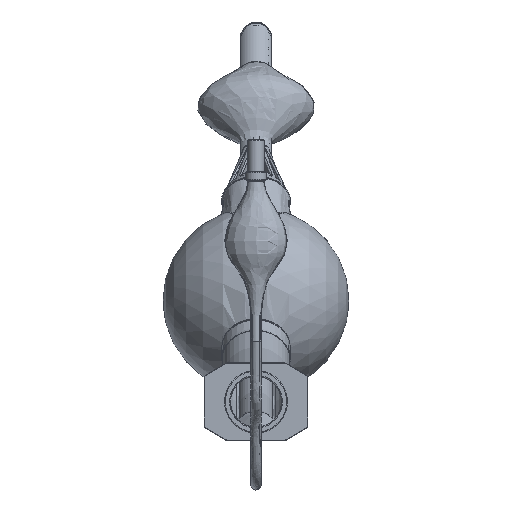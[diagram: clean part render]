
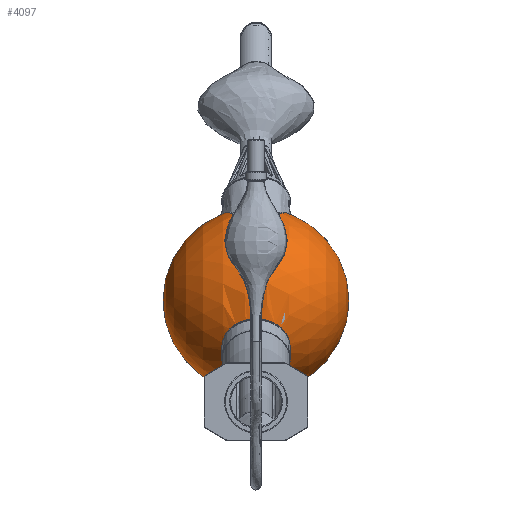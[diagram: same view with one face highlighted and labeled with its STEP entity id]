
A CAD part, front view. The second image highlights one B-rep face of the part: STEP entity #4097.
In plain terms, the highlighted spherical face has radius 22.6 mm.
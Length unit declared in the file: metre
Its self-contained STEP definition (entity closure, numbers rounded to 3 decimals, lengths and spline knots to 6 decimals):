
#13=SPHERICAL_SURFACE('',#4544,0.0226);
#747=B_SPLINE_CURVE_WITH_KNOTS('',3,(#13327,#13328,#13329,#13330,#13331,
#13332,#13333,#13334,#13335,#13336,#13337),.UNSPECIFIED.,.F.,.F.,(4,1,1,
1,1,1,1,1,4),(0.,0.003261,0.006522,0.009783,
0.013044,0.016305,0.019566,0.022827,
0.026088),.UNSPECIFIED.);
#748=B_SPLINE_CURVE_WITH_KNOTS('',3,(#13340,#13341,#13342,#13343),
 .UNSPECIFIED.,.F.,.F.,(4,4),(0.,0.00583),.UNSPECIFIED.);
#749=B_SPLINE_CURVE_WITH_KNOTS('',3,(#13345,#13346,#13347,#13348,#13349,
#13350,#13351),.UNSPECIFIED.,.F.,.F.,(4,1,1,1,4),(0.,0.003399,
0.006797,0.010196,0.013595),
 .UNSPECIFIED.);
#750=B_SPLINE_CURVE_WITH_KNOTS('',3,(#13353,#13354,#13355,#13356),
 .UNSPECIFIED.,.F.,.F.,(4,4),(0.,0.005837),.UNSPECIFIED.);
#751=B_SPLINE_CURVE_WITH_KNOTS('',3,(#13357,#13358,#13359,#13360,#13361,
#13362,#13363,#13364,#13365,#13366,#13367),.UNSPECIFIED.,.F.,.F.,(4,1,1,
1,1,1,1,1,4),(0.,0.003506,0.007011,0.010517,
0.014022,0.017528,0.021033,0.024539,
0.028044),.UNSPECIFIED.);
#752=B_SPLINE_CURVE_WITH_KNOTS('',3,(#13370,#13371,#13372,#13373),
 .UNSPECIFIED.,.F.,.F.,(4,4),(0.,0.004643),.UNSPECIFIED.);
#753=B_SPLINE_CURVE_WITH_KNOTS('',3,(#13375,#13376,#13377,#13378,#13379,
#13380,#13381,#13382,#13383,#13384,#13385,#13386,#13387),.UNSPECIFIED.,
 .F.,.F.,(4,1,1,1,1,1,1,1,1,1,4),(0.,0.003527,0.007054,
0.010581,0.014107,0.017634,0.021161,
0.022924,0.024688,0.026451,0.028215),
 .UNSPECIFIED.);
#754=B_SPLINE_CURVE_WITH_KNOTS('',3,(#13389,#13390,#13391,#13392,#13393,
#13394,#13395,#13396,#13397,#13398,#13399,#13400,#13401),.UNSPECIFIED.,
 .F.,.F.,(4,1,1,1,1,1,1,1,1,1,4),(0.,0.001771,0.003543,
0.005314,0.007086,0.010629,0.014171,
0.017714,0.021257,0.0248,0.028343),
 .UNSPECIFIED.);
#755=B_SPLINE_CURVE_WITH_KNOTS('',3,(#13403,#13404,#13405,#13406),
 .UNSPECIFIED.,.F.,.F.,(4,4),(0.,0.004584),.UNSPECIFIED.);
#1828=ORIENTED_EDGE('',*,*,#2508,.T.);
#1829=ORIENTED_EDGE('',*,*,#2509,.T.);
#1830=ORIENTED_EDGE('',*,*,#2510,.T.);
#1831=ORIENTED_EDGE('',*,*,#2511,.T.);
#1832=ORIENTED_EDGE('',*,*,#2512,.T.);
#1833=ORIENTED_EDGE('',*,*,#2513,.T.);
#1834=ORIENTED_EDGE('',*,*,#2514,.T.);
#1835=ORIENTED_EDGE('',*,*,#2515,.T.);
#1836=ORIENTED_EDGE('',*,*,#2516,.T.);
#2508=EDGE_CURVE('',#2926,#2927,#747,.T.);
#2509=EDGE_CURVE('',#2927,#2928,#748,.T.);
#2510=EDGE_CURVE('',#2928,#2929,#749,.T.);
#2511=EDGE_CURVE('',#2929,#2926,#750,.T.);
#2512=EDGE_CURVE('',#2930,#2931,#751,.T.);
#2513=EDGE_CURVE('',#2931,#2932,#752,.T.);
#2514=EDGE_CURVE('',#2932,#2933,#753,.T.);
#2515=EDGE_CURVE('',#2933,#2934,#754,.T.);
#2516=EDGE_CURVE('',#2934,#2930,#755,.T.);
#2926=VERTEX_POINT('',#13338);
#2927=VERTEX_POINT('',#13339);
#2928=VERTEX_POINT('',#13344);
#2929=VERTEX_POINT('',#13352);
#2930=VERTEX_POINT('',#13368);
#2931=VERTEX_POINT('',#13369);
#2932=VERTEX_POINT('',#13374);
#2933=VERTEX_POINT('',#13388);
#2934=VERTEX_POINT('',#13402);
#3406=EDGE_LOOP('',(#1828,#1829,#1830,#1831));
#3407=EDGE_LOOP('',(#1832,#1833,#1834,#1835,#1836));
#3759=FACE_BOUND('',#3406,.T.);
#3760=FACE_BOUND('',#3407,.T.);
#4097=ADVANCED_FACE('',(#3759,#3760),#13,.T.);
#4544=AXIS2_PLACEMENT_3D('',#13326,#5317,#5318);
#5317=DIRECTION('',(-1.,0.,0.));
#5318=DIRECTION('',(0.,0.,1.));
#13326=CARTESIAN_POINT('',(0.,0.128,0.024597));
#13327=CARTESIAN_POINT('',(-0.00834,0.110367,0.013183));
#13328=CARTESIAN_POINT('',(-0.00834,0.109768,0.014109));
#13329=CARTESIAN_POINT('',(-0.007906,0.108588,0.015933));
#13330=CARTESIAN_POINT('',(-0.006051,0.107077,0.018269));
#13331=CARTESIAN_POINT('',(-0.003277,0.10607,0.019826));
#13332=CARTESIAN_POINT('',(-0.000003,0.105716,0.020374));
#13333=CARTESIAN_POINT('',(0.003272,0.106069,0.019828));
#13334=CARTESIAN_POINT('',(0.006052,0.107077,0.018269));
#13335=CARTESIAN_POINT('',(0.007908,0.10859,0.01593));
#13336=CARTESIAN_POINT('',(0.00834,0.109771,0.014103));
#13337=CARTESIAN_POINT('',(0.00834,0.11037,0.013178));
#13338=CARTESIAN_POINT('',(-0.00834,0.110367,0.013183));
#13339=CARTESIAN_POINT('',(0.00834,0.11037,0.013178));
#13340=CARTESIAN_POINT('',(0.00834,0.11037,0.013178));
#13341=CARTESIAN_POINT('',(0.008216,0.111398,0.0115));
#13342=CARTESIAN_POINT('',(0.0074,0.11237,0.009914));
#13343=CARTESIAN_POINT('',(0.006037,0.113114,0.0087));
#13344=CARTESIAN_POINT('',(0.006037,0.113114,0.0087));
#13345=CARTESIAN_POINT('',(0.006037,0.113114,0.0087));
#13346=CARTESIAN_POINT('',(0.005278,0.113581,0.007975));
#13347=CARTESIAN_POINT('',(0.003413,0.114325,0.006819));
#13348=CARTESIAN_POINT('',(0.,0.114726,0.006197));
#13349=CARTESIAN_POINT('',(-0.003415,0.114324,0.00682));
#13350=CARTESIAN_POINT('',(-0.005278,0.113581,0.007975));
#13351=CARTESIAN_POINT('',(-0.006037,0.113114,0.0087));
#13352=CARTESIAN_POINT('',(-0.006037,0.113114,0.0087));
#13353=CARTESIAN_POINT('',(-0.006037,0.113114,0.0087));
#13354=CARTESIAN_POINT('',(-0.007402,0.112369,0.009916));
#13355=CARTESIAN_POINT('',(-0.008216,0.111396,0.011504));
#13356=CARTESIAN_POINT('',(-0.00834,0.110367,0.013183));
#13357=CARTESIAN_POINT('',(-0.009172,0.142942,0.038858));
#13358=CARTESIAN_POINT('',(-0.009098,0.143771,0.038037));
#13359=CARTESIAN_POINT('',(-0.00853,0.14538,0.036431));
#13360=CARTESIAN_POINT('',(-0.006454,0.147418,0.034405));
#13361=CARTESIAN_POINT('',(-0.003472,0.148763,0.033066));
#13362=CARTESIAN_POINT('',(0.000005,0.149234,0.032597));
#13363=CARTESIAN_POINT('',(0.003472,0.148763,0.033066));
#13364=CARTESIAN_POINT('',(0.006453,0.147418,0.034405));
#13365=CARTESIAN_POINT('',(0.008527,0.145385,0.036426));
#13366=CARTESIAN_POINT('',(0.009098,0.14377,0.038038));
#13367=CARTESIAN_POINT('',(0.009172,0.142942,0.038858));
#13368=CARTESIAN_POINT('',(-0.009172,0.142942,0.038858));
#13369=CARTESIAN_POINT('',(0.009172,0.142942,0.038858));
#13370=CARTESIAN_POINT('',(0.009172,0.142942,0.038858));
#13371=CARTESIAN_POINT('',(0.009172,0.141871,0.03998));
#13372=CARTESIAN_POINT('',(0.008799,0.140818,0.041073));
#13373=CARTESIAN_POINT('',(0.008058,0.139874,0.042057));
#13374=CARTESIAN_POINT('',(0.008058,0.139874,0.042057));
#13375=CARTESIAN_POINT('',(0.008058,0.139874,0.042057));
#13376=CARTESIAN_POINT('',(0.008053,0.13889,0.042728));
#13377=CARTESIAN_POINT('',(0.00804,0.136844,0.043887));
#13378=CARTESIAN_POINT('',(0.008031,0.133488,0.0451));
#13379=CARTESIAN_POINT('',(0.007815,0.130032,0.045803));
#13380=CARTESIAN_POINT('',(0.007185,0.126562,0.046075));
#13381=CARTESIAN_POINT('',(0.00619,0.123142,0.045882));
#13382=CARTESIAN_POINT('',(0.005062,0.120474,0.045357));
#13383=CARTESIAN_POINT('',(0.003888,0.118485,0.044751));
#13384=CARTESIAN_POINT('',(0.002842,0.11714,0.044239));
#13385=CARTESIAN_POINT('',(0.001577,0.115981,0.043699));
#13386=CARTESIAN_POINT('',(0.000527,0.11551,0.043434));
#13387=CARTESIAN_POINT('',(0.,0.115284,0.043281));
#13388=CARTESIAN_POINT('',(0.,0.115284,0.043281));
#13389=CARTESIAN_POINT('',(0.,0.115284,0.043281));
#13390=CARTESIAN_POINT('',(-0.000528,0.11551,0.043434));
#13391=CARTESIAN_POINT('',(-0.001584,0.115984,0.043701));
#13392=CARTESIAN_POINT('',(-0.002857,0.117157,0.044246));
#13393=CARTESIAN_POINT('',(-0.003889,0.118489,0.044752));
#13394=CARTESIAN_POINT('',(-0.005065,0.12048,0.045359));
#13395=CARTESIAN_POINT('',(-0.006189,0.123139,0.045882));
#13396=CARTESIAN_POINT('',(-0.007189,0.126576,0.046075));
#13397=CARTESIAN_POINT('',(-0.007816,0.130038,0.045803));
#13398=CARTESIAN_POINT('',(-0.008032,0.133516,0.045092));
#13399=CARTESIAN_POINT('',(-0.00804,0.136845,0.043885));
#13400=CARTESIAN_POINT('',(-0.008053,0.138891,0.042728));
#13401=CARTESIAN_POINT('',(-0.008058,0.139874,0.042057));
#13402=CARTESIAN_POINT('',(-0.008058,0.139874,0.042057));
#13403=CARTESIAN_POINT('',(-0.008058,0.139874,0.042057));
#13404=CARTESIAN_POINT('',(-0.008799,0.140818,0.041073));
#13405=CARTESIAN_POINT('',(-0.009172,0.141871,0.03998));
#13406=CARTESIAN_POINT('',(-0.009172,0.142942,0.038858));
